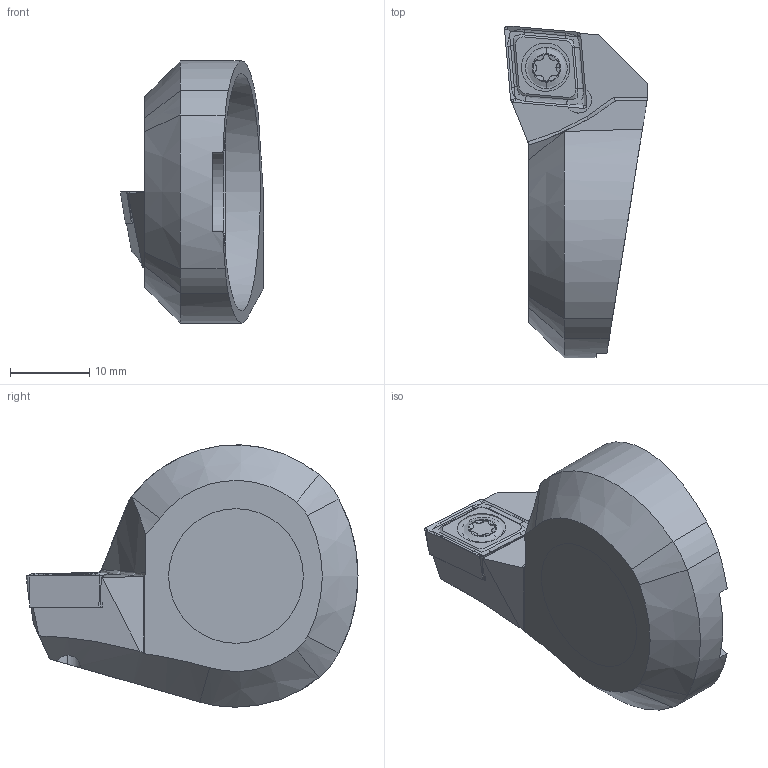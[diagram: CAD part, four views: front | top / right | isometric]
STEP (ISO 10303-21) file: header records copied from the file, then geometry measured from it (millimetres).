
FILE_DESCRIPTION (( 'STEP AP203' ), '1' );
FILE_NAME ('R67-FBHS-09LF.STEP', '2018-02-27T09:06:15', ( 'SWIAdmin' ), ( 'Hewlett-Packard Company' ), 'SwSTEP 2.0', 'SolidWorks 2017', '' );
FILE_SCHEMA (( 'CONFIG_CONTROL_DESIGN' ));
Length unit declared in the file: millimetre
Products named in the file (4): R67-FBHS-09LF; F55-WCB.002.013_D_fertigbearbeitet; CCMT09T304; WCB-ER2.001.009_A
Assembly tree (3 placements, depth 2):
  R67-FBHS-09LF
    F55-WCB.002.013_D_fertigbearbeitet
    CCMT09T304
    WCB-ER2.001.009_A
Bounding box: 18.05 x 41.9 x 33.1 mm (x, y, z)
Volume: 8190.5 mm3; surface area: 5039.5 mm2
Topology: 5 solids, 5 shells, 156 faces, 400 edges, 244 vertices
Faces by surface type: plane 50, cylinder 46, cone 34, torus 12, bspline 12, sphere 2
Entity records: 5377 total; most frequent: CARTESIAN_POINT 1409, ORIENTED_EDGE 780, DIRECTION 713, EDGE_CURVE 390, AXIS2_PLACEMENT_3D 272, VERTEX_POINT 244, VECTOR 169, LINE 169
